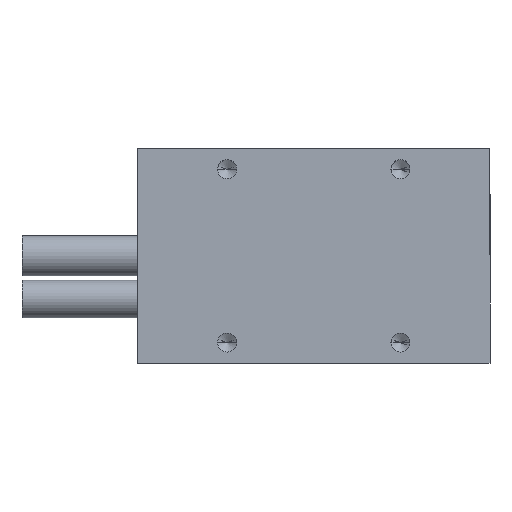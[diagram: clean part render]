
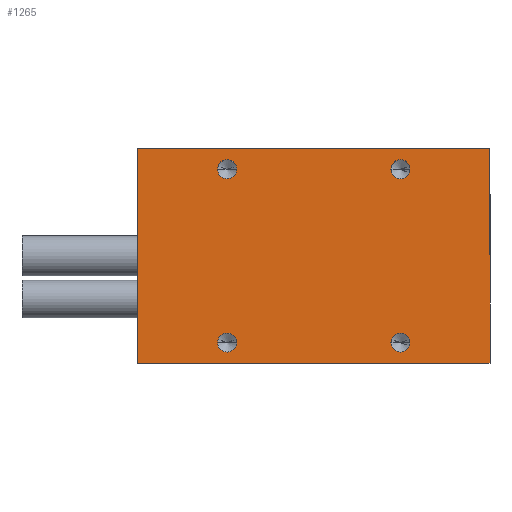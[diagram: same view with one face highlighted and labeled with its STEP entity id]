
A CAD part, top view. The second image highlights one B-rep face of the part: STEP entity #1265.
In plain terms, the highlighted planar face has unit normal (0, 0, 1).
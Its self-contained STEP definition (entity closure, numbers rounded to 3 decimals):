
#5 = DIRECTION ( 'NONE',  ( 1., 0., 0. ) ) ;
#7 = AXIS2_PLACEMENT_3D ( 'NONE', #1009, #360, #477 ) ;
#29 = AXIS2_PLACEMENT_3D ( 'NONE', #760, #354, #41 ) ;
#30 = VERTEX_POINT ( 'NONE', #664 ) ;
#33 = DIRECTION ( 'NONE',  ( 0., 0., 1. ) ) ;
#41 = DIRECTION ( 'NONE',  ( 1., 0., 0. ) ) ;
#51 = EDGE_LOOP ( 'NONE', ( #618, #893 ) ) ;
#66 = EDGE_LOOP ( 'NONE', ( #99, #74, #951, #835 ) ) ;
#74 = ORIENTED_EDGE ( 'NONE', *, *, #953, .T. ) ;
#97 = CARTESIAN_POINT ( 'NONE',  ( 30.5, 18.55, 15.6 ) ) ;
#99 = ORIENTED_EDGE ( 'NONE', *, *, #1203, .T. ) ;
#105 = CARTESIAN_POINT ( 'NONE',  ( -15., 15., 15.6 ) ) ;
#123 = DIRECTION ( 'NONE',  ( -1., 0., 0. ) ) ;
#141 = DIRECTION ( 'NONE',  ( 1., 0., 0. ) ) ;
#151 = PLANE ( 'NONE',  #499 ) ;
#157 = AXIS2_PLACEMENT_3D ( 'NONE', #1079, #1288, #740 ) ;
#159 = VECTOR ( 'NONE', #180, 1000. ) ;
#160 = CARTESIAN_POINT ( 'NONE',  ( 0., 0., 15.6 ) ) ;
#173 = LINE ( 'NONE', #1349, #266 ) ;
#180 = DIRECTION ( 'NONE',  ( 0., 1., 0. ) ) ;
#199 = CIRCLE ( 'NONE', #157, 1.65 ) ;
#214 = CIRCLE ( 'NONE', #1277, 1.65 ) ;
#217 = CARTESIAN_POINT ( 'NONE',  ( 15., 15., 15.6 ) ) ;
#220 = CIRCLE ( 'NONE', #837, 1.65 ) ;
#235 = DIRECTION ( 'NONE',  ( 0., 0., 1. ) ) ;
#245 = VECTOR ( 'NONE', #1177, 1000. ) ;
#247 = EDGE_CURVE ( 'NONE', #1354, #1059, #619, .T. ) ;
#266 = VECTOR ( 'NONE', #1152, 1000. ) ;
#323 = VERTEX_POINT ( 'NONE', #901 ) ;
#325 = CARTESIAN_POINT ( 'NONE',  ( -30.5, 18.55, 15.6 ) ) ;
#350 = CIRCLE ( 'NONE', #1084, 1.65 ) ;
#354 = DIRECTION ( 'NONE',  ( 0., 0., 1. ) ) ;
#358 = FACE_BOUND ( 'NONE', #1062, .T. ) ;
#360 = DIRECTION ( 'NONE',  ( 0., 0., 1. ) ) ;
#363 = DIRECTION ( 'NONE',  ( 0., 0., 1. ) ) ;
#376 = EDGE_CURVE ( 'NONE', #774, #595, #214, .T. ) ;
#397 = VERTEX_POINT ( 'NONE', #1217 ) ;
#425 = LINE ( 'NONE', #325, #245 ) ;
#444 = CARTESIAN_POINT ( 'NONE',  ( -16.65, -15., 15.6 ) ) ;
#447 = CARTESIAN_POINT ( 'NONE',  ( -30.5, 18.55, 15.6 ) ) ;
#451 = VERTEX_POINT ( 'NONE', #447 ) ;
#462 = VERTEX_POINT ( 'NONE', #1207 ) ;
#477 = DIRECTION ( 'NONE',  ( 1., 0., 0. ) ) ;
#480 = DIRECTION ( 'NONE',  ( 1., 0., 0. ) ) ;
#499 = AXIS2_PLACEMENT_3D ( 'NONE', #160, #1202, #1209 ) ;
#571 = VERTEX_POINT ( 'NONE', #698 ) ;
#592 = CARTESIAN_POINT ( 'NONE',  ( -13.35, -15., 15.6 ) ) ;
#595 = VERTEX_POINT ( 'NONE', #592 ) ;
#618 = ORIENTED_EDGE ( 'NONE', *, *, #1290, .F. ) ;
#619 = CIRCLE ( 'NONE', #989, 1.65 ) ;
#620 = DIRECTION ( 'NONE',  ( 0., 0., 1. ) ) ;
#633 = VERTEX_POINT ( 'NONE', #859 ) ;
#639 = EDGE_CURVE ( 'NONE', #323, #451, #754, .T. ) ;
#659 = ORIENTED_EDGE ( 'NONE', *, *, #247, .F. ) ;
#664 = CARTESIAN_POINT ( 'NONE',  ( -16.65, 15., 15.6 ) ) ;
#696 = EDGE_CURVE ( 'NONE', #633, #30, #199, .T. ) ;
#698 = CARTESIAN_POINT ( 'NONE',  ( 13.35, -15., 15.6 ) ) ;
#740 = DIRECTION ( 'NONE',  ( 1., 0., 0. ) ) ;
#752 = DIRECTION ( 'NONE',  ( 1., 0., 0. ) ) ;
#754 = LINE ( 'NONE', #1184, #912 ) ;
#760 = CARTESIAN_POINT ( 'NONE',  ( 15., -15., 15.6 ) ) ;
#774 = VERTEX_POINT ( 'NONE', #444 ) ;
#777 = FACE_BOUND ( 'NONE', #1105, .T. ) ;
#805 = EDGE_CURVE ( 'NONE', #571, #1035, #811, .T. ) ;
#808 = ORIENTED_EDGE ( 'NONE', *, *, #1173, .F. ) ;
#810 = LINE ( 'NONE', #97, #159 ) ;
#811 = CIRCLE ( 'NONE', #29, 1.65 ) ;
#835 = ORIENTED_EDGE ( 'NONE', *, *, #639, .T. ) ;
#837 = AXIS2_PLACEMENT_3D ( 'NONE', #217, #1078, #752 ) ;
#859 = CARTESIAN_POINT ( 'NONE',  ( -13.35, 15., 15.6 ) ) ;
#860 = EDGE_CURVE ( 'NONE', #1035, #571, #1083, .T. ) ;
#865 = CARTESIAN_POINT ( 'NONE',  ( -15., -15., 15.6 ) ) ;
#893 = ORIENTED_EDGE ( 'NONE', *, *, #376, .F. ) ;
#901 = CARTESIAN_POINT ( 'NONE',  ( 30.5, 18.55, 15.6 ) ) ;
#912 = VECTOR ( 'NONE', #123, 1000. ) ;
#942 = ORIENTED_EDGE ( 'NONE', *, *, #860, .F. ) ;
#951 = ORIENTED_EDGE ( 'NONE', *, *, #1060, .T. ) ;
#953 = EDGE_CURVE ( 'NONE', #462, #397, #173, .T. ) ;
#969 = CARTESIAN_POINT ( 'NONE',  ( 15., 15., 15.6 ) ) ;
#984 = CARTESIAN_POINT ( 'NONE',  ( -15., -15., 15.6 ) ) ;
#989 = AXIS2_PLACEMENT_3D ( 'NONE', #969, #235, #1291 ) ;
#1009 = CARTESIAN_POINT ( 'NONE',  ( 15., -15., 15.6 ) ) ;
#1035 = VERTEX_POINT ( 'NONE', #1254 ) ;
#1039 = CARTESIAN_POINT ( 'NONE',  ( 16.65, 15., 15.6 ) ) ;
#1043 = ORIENTED_EDGE ( 'NONE', *, *, #805, .F. ) ;
#1059 = VERTEX_POINT ( 'NONE', #1039 ) ;
#1060 = EDGE_CURVE ( 'NONE', #397, #323, #810, .T. ) ;
#1062 = EDGE_LOOP ( 'NONE', ( #808, #659 ) ) ;
#1065 = CIRCLE ( 'NONE', #1112, 1.65 ) ;
#1078 = DIRECTION ( 'NONE',  ( 0., 0., 1. ) ) ;
#1079 = CARTESIAN_POINT ( 'NONE',  ( -15., 15., 15.6 ) ) ;
#1083 = CIRCLE ( 'NONE', #7, 1.65 ) ;
#1084 = AXIS2_PLACEMENT_3D ( 'NONE', #865, #33, #141 ) ;
#1085 = FACE_OUTER_BOUND ( 'NONE', #66, .T. ) ;
#1086 = EDGE_CURVE ( 'NONE', #30, #633, #1065, .T. ) ;
#1087 = EDGE_LOOP ( 'NONE', ( #1348, #1300 ) ) ;
#1105 = EDGE_LOOP ( 'NONE', ( #942, #1043 ) ) ;
#1112 = AXIS2_PLACEMENT_3D ( 'NONE', #105, #620, #5 ) ;
#1119 = FACE_BOUND ( 'NONE', #51, .T. ) ;
#1152 = DIRECTION ( 'NONE',  ( 1., 0., 0. ) ) ;
#1173 = EDGE_CURVE ( 'NONE', #1059, #1354, #220, .T. ) ;
#1177 = DIRECTION ( 'NONE',  ( 0., -1., 0. ) ) ;
#1184 = CARTESIAN_POINT ( 'NONE',  ( 30.5, 18.55, 15.6 ) ) ;
#1202 = DIRECTION ( 'NONE',  ( 0., 0., -1. ) ) ;
#1203 = EDGE_CURVE ( 'NONE', #451, #462, #425, .T. ) ;
#1207 = CARTESIAN_POINT ( 'NONE',  ( -30.5, -18.55, 15.6 ) ) ;
#1209 = DIRECTION ( 'NONE',  ( -1., 0., 0. ) ) ;
#1217 = CARTESIAN_POINT ( 'NONE',  ( 30.5, -18.55, 15.6 ) ) ;
#1235 = CARTESIAN_POINT ( 'NONE',  ( 13.35, 15., 15.6 ) ) ;
#1254 = CARTESIAN_POINT ( 'NONE',  ( 16.65, -15., 15.6 ) ) ;
#1265 = ADVANCED_FACE ( 'NONE', ( #358, #777, #1299, #1119, #1085 ), #151, .F. ) ;
#1277 = AXIS2_PLACEMENT_3D ( 'NONE', #984, #363, #480 ) ;
#1288 = DIRECTION ( 'NONE',  ( 0., 0., 1. ) ) ;
#1290 = EDGE_CURVE ( 'NONE', #595, #774, #350, .T. ) ;
#1291 = DIRECTION ( 'NONE',  ( 1., 0., 0. ) ) ;
#1299 = FACE_BOUND ( 'NONE', #1087, .T. ) ;
#1300 = ORIENTED_EDGE ( 'NONE', *, *, #1086, .F. ) ;
#1348 = ORIENTED_EDGE ( 'NONE', *, *, #696, .F. ) ;
#1349 = CARTESIAN_POINT ( 'NONE',  ( 30.5, -18.55, 15.6 ) ) ;
#1354 = VERTEX_POINT ( 'NONE', #1235 ) ;
